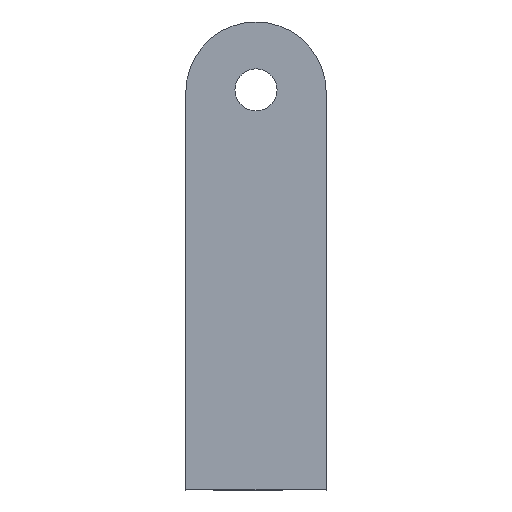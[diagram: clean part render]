
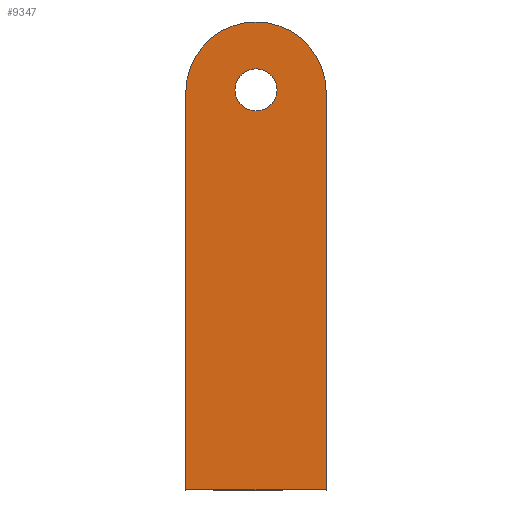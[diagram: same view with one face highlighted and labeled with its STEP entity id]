
A CAD part, left-side view. The second image highlights one B-rep face of the part: STEP entity #9347.
In plain terms, the highlighted planar face has unit normal (-1, 0, 0).
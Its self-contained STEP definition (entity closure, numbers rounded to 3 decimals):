
#163 = DIRECTION ( 'NONE',  ( 0., 0., 1. ) ) ;
#212 = CARTESIAN_POINT ( 'NONE',  ( -3., -15., 0. ) ) ;
#279 = ORIENTED_EDGE ( 'NONE', *, *, #649, .T. ) ;
#369 = CARTESIAN_POINT ( 'NONE',  ( -3., 15., 85. ) ) ;
#427 = DIRECTION ( 'NONE',  ( 0., 0., 1. ) ) ;
#454 = VECTOR ( 'NONE', #6725, 1000. ) ;
#649 = EDGE_CURVE ( 'NONE', #4842, #2100, #1145, .T. ) ;
#1145 = LINE ( 'NONE', #11472, #10042 ) ;
#1261 = AXIS2_PLACEMENT_3D ( 'NONE', #11019, #6607, #6490 ) ;
#1705 = CARTESIAN_POINT ( 'NONE',  ( -3., 0., 81. ) ) ;
#1906 = DIRECTION ( 'NONE',  ( -1., 0., 0. ) ) ;
#1986 = CARTESIAN_POINT ( 'NONE',  ( -3., 0., 85. ) ) ;
#2100 = VERTEX_POINT ( 'NONE', #3627 ) ;
#2285 = EDGE_LOOP ( 'NONE', ( #9324, #8945 ) ) ;
#2376 = AXIS2_PLACEMENT_3D ( 'NONE', #2900, #10892, #4747 ) ;
#2456 = EDGE_CURVE ( 'NONE', #6144, #4842, #6835, .T. ) ;
#2544 = LINE ( 'NONE', #6657, #454 ) ;
#2594 = VECTOR ( 'NONE', #5787, 1000. ) ;
#2655 = DIRECTION ( 'NONE',  ( 0., 0., 1. ) ) ;
#2754 = CARTESIAN_POINT ( 'NONE',  ( -3., 0., 90. ) ) ;
#2900 = CARTESIAN_POINT ( 'NONE',  ( -3., 0., 85.5 ) ) ;
#3084 = PLANE ( 'NONE',  #8261 ) ;
#3627 = CARTESIAN_POINT ( 'NONE',  ( -3., 15., 0. ) ) ;
#4457 = DIRECTION ( 'NONE',  ( 0., 0., -1. ) ) ;
#4747 = DIRECTION ( 'NONE',  ( 0., 0., -1. ) ) ;
#4834 = ORIENTED_EDGE ( 'NONE', *, *, #7008, .T. ) ;
#4842 = VERTEX_POINT ( 'NONE', #369 ) ;
#5347 = ORIENTED_EDGE ( 'NONE', *, *, #11077, .T. ) ;
#5375 = AXIS2_PLACEMENT_3D ( 'NONE', #1986, #1906, #163 ) ;
#5787 = DIRECTION ( 'NONE',  ( 0., 0., 1. ) ) ;
#6144 = VERTEX_POINT ( 'NONE', #11469 ) ;
#6395 = LINE ( 'NONE', #212, #2594 ) ;
#6490 = DIRECTION ( 'NONE',  ( 0., 0., -1. ) ) ;
#6494 = EDGE_CURVE ( 'NONE', #8381, #8433, #6395, .T. ) ;
#6527 = CARTESIAN_POINT ( 'NONE',  ( -3., -15., 0. ) ) ;
#6607 = DIRECTION ( 'NONE',  ( 1., 0., 0. ) ) ;
#6657 = CARTESIAN_POINT ( 'NONE',  ( -3., 15., 0. ) ) ;
#6725 = DIRECTION ( 'NONE',  ( 0., -1., 0. ) ) ;
#6835 = CIRCLE ( 'NONE', #10812, 15. ) ;
#6883 = CIRCLE ( 'NONE', #2376, 4.5 ) ;
#6926 = ORIENTED_EDGE ( 'NONE', *, *, #6494, .T. ) ;
#7008 = EDGE_CURVE ( 'NONE', #8433, #6144, #10956, .T. ) ;
#7133 = DIRECTION ( 'NONE',  ( -1., 0., 0. ) ) ;
#7832 = VERTEX_POINT ( 'NONE', #1705 ) ;
#7989 = CIRCLE ( 'NONE', #1261, 4.5 ) ;
#8261 = AXIS2_PLACEMENT_3D ( 'NONE', #9285, #8486, #427 ) ;
#8381 = VERTEX_POINT ( 'NONE', #6527 ) ;
#8433 = VERTEX_POINT ( 'NONE', #10342 ) ;
#8486 = DIRECTION ( 'NONE',  ( -1., 0., 0. ) ) ;
#8571 = FACE_OUTER_BOUND ( 'NONE', #9325, .T. ) ;
#8945 = ORIENTED_EDGE ( 'NONE', *, *, #10031, .T. ) ;
#9285 = CARTESIAN_POINT ( 'NONE',  ( -3., 0., 85. ) ) ;
#9324 = ORIENTED_EDGE ( 'NONE', *, *, #11326, .T. ) ;
#9325 = EDGE_LOOP ( 'NONE', ( #4834, #9793, #279, #5347, #6926 ) ) ;
#9347 = ADVANCED_FACE ( 'NONE', ( #11211, #8571 ), #3084, .T. ) ;
#9793 = ORIENTED_EDGE ( 'NONE', *, *, #2456, .T. ) ;
#10031 = EDGE_CURVE ( 'NONE', #10277, #7832, #7989, .T. ) ;
#10042 = VECTOR ( 'NONE', #4457, 1000. ) ;
#10277 = VERTEX_POINT ( 'NONE', #2754 ) ;
#10342 = CARTESIAN_POINT ( 'NONE',  ( -3., -15., 85. ) ) ;
#10738 = CARTESIAN_POINT ( 'NONE',  ( -3., 0., 85. ) ) ;
#10812 = AXIS2_PLACEMENT_3D ( 'NONE', #10738, #7133, #2655 ) ;
#10892 = DIRECTION ( 'NONE',  ( 1., 0., 0. ) ) ;
#10956 = CIRCLE ( 'NONE', #5375, 15. ) ;
#11019 = CARTESIAN_POINT ( 'NONE',  ( -3., 0., 85.5 ) ) ;
#11077 = EDGE_CURVE ( 'NONE', #2100, #8381, #2544, .T. ) ;
#11211 = FACE_BOUND ( 'NONE', #2285, .T. ) ;
#11326 = EDGE_CURVE ( 'NONE', #7832, #10277, #6883, .T. ) ;
#11469 = CARTESIAN_POINT ( 'NONE',  ( -3., 0., 100. ) ) ;
#11472 = CARTESIAN_POINT ( 'NONE',  ( -3., 15., 85. ) ) ;
